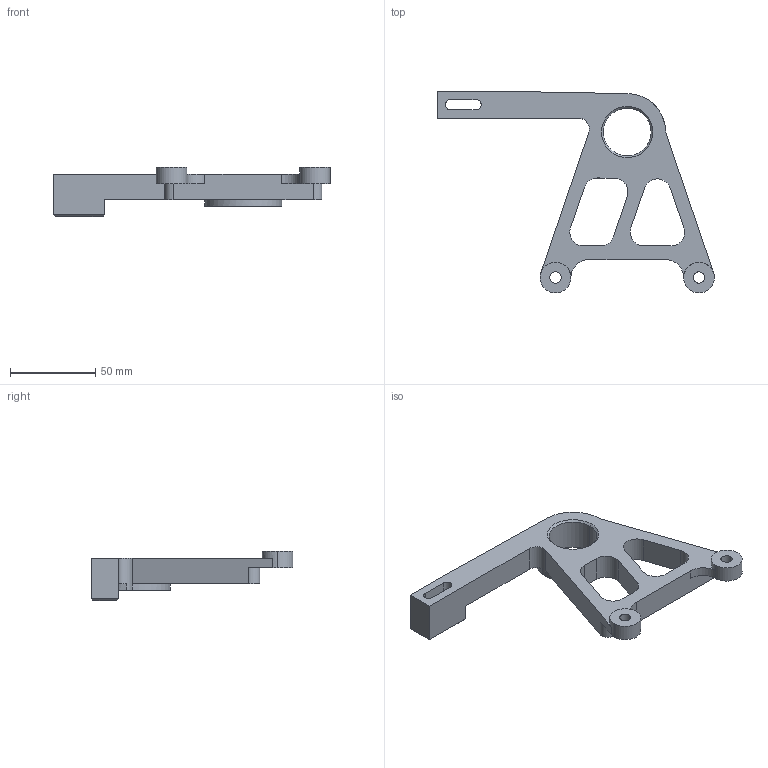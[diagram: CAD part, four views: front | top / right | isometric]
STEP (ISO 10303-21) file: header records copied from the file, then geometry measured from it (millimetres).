
FILE_DESCRIPTION (( 'STEP AP203' ), '1' );
FILE_NAME ('support d''étrier brembo r6 2008.STEP', '2022-06-24T16:10:45', ( '' ), ( '' ), 'SwSTEP 2.0', 'SolidWorks 2018', '' );
FILE_SCHEMA (( 'CONFIG_CONTROL_DESIGN' ));
Length unit declared in the file: millimetre
Products named in the file (1): support d''étrier brembo r6 2008
Bounding box: 161.98 x 118.21 x 28.9 mm (x, y, z)
Volume: 85500.1 mm3; surface area: 27481.7 mm2
Topology: 1 solids, 1 shells, 60 faces, 164 edges, 106 vertices
Faces by surface type: plane 30, cylinder 28, cone 2
Entity records: 2012 total; most frequent: DIRECTION 349, CARTESIAN_POINT 331, ORIENTED_EDGE 328, EDGE_CURVE 164, AXIS2_PLACEMENT_3D 124, VERTEX_POINT 106, VECTOR 101, LINE 101
